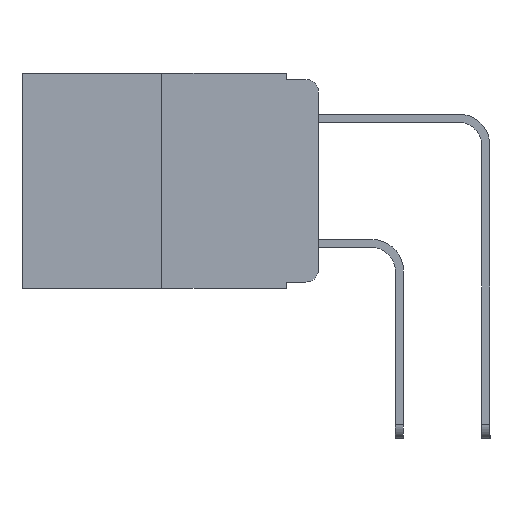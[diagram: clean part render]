
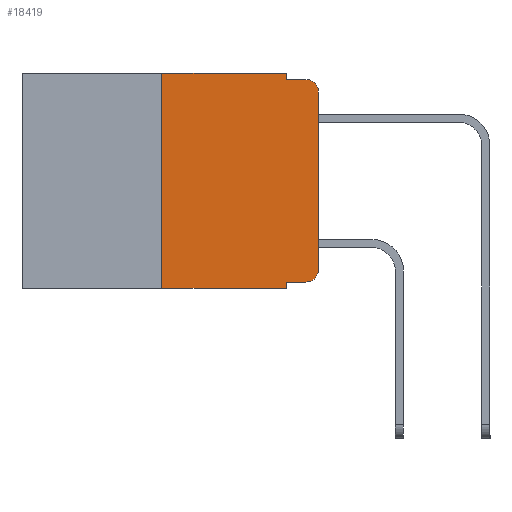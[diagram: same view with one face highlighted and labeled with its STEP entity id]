
A CAD part, left-side view. The second image highlights one B-rep face of the part: STEP entity #18419.
In plain terms, the highlighted planar face has unit normal (-1, 0, 0).
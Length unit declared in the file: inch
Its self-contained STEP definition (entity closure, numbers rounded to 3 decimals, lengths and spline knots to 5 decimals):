
#52 = DIRECTION ( 'NONE',  ( 0., 0., -1. ) ) ;
#84 = VECTOR ( 'NONE', #12874, 39.37008 ) ;
#156 = VECTOR ( 'NONE', #24834, 39.37008 ) ;
#403 = CARTESIAN_POINT ( 'NONE',  ( 0., 0., 0. ) ) ;
#1561 = ORIENTED_EDGE ( 'NONE', *, *, #22724, .T. ) ;
#1575 = AXIS2_PLACEMENT_3D ( 'NONE', #6243, #12531, #52 ) ;
#2022 = EDGE_CURVE ( 'NONE', #12849, #24134, #2150, .T. ) ;
#2150 = LINE ( 'NONE', #21703, #23383 ) ;
#2167 = CARTESIAN_POINT ( 'NONE',  ( 0., 0.02, -0.01 ) ) ;
#2550 = EDGE_CURVE ( 'NONE', #24979, #9553, #5697, .T. ) ;
#3713 = LINE ( 'NONE', #19146, #24852 ) ;
#3956 = VERTEX_POINT ( 'NONE', #2167 ) ;
#4056 = EDGE_LOOP ( 'NONE', ( #1561, #9219, #9905, #4716, #13918, #19123, #19348, #23451, #12569, #9504 ) ) ;
#4680 = EDGE_CURVE ( 'NONE', #24209, #16090, #3713, .T. ) ;
#4716 = ORIENTED_EDGE ( 'NONE', *, *, #2022, .F. ) ;
#4748 = CARTESIAN_POINT ( 'NONE',  ( 0., 0.02, -0.313 ) ) ;
#5140 = VECTOR ( 'NONE', #8406, 39.37008 ) ;
#5697 = LINE ( 'NONE', #12679, #156 ) ;
#5838 = VERTEX_POINT ( 'NONE', #19822 ) ;
#6243 = CARTESIAN_POINT ( 'NONE',  ( 0., 0.473, 0. ) ) ;
#6698 = FACE_OUTER_BOUND ( 'NONE', #4056, .T. ) ;
#6838 = DIRECTION ( 'NONE',  ( 0., 0., -1. ) ) ;
#7017 = CIRCLE ( 'NONE', #15470, 0.02 ) ;
#7384 = CARTESIAN_POINT ( 'NONE',  ( 0., 0., -0.313 ) ) ;
#7518 = EDGE_CURVE ( 'NONE', #5838, #12849, #17431, .T. ) ;
#7601 = EDGE_CURVE ( 'NONE', #24134, #3956, #14263, .T. ) ;
#8208 = CARTESIAN_POINT ( 'NONE',  ( 0., 0.25, 0. ) ) ;
#8406 = DIRECTION ( 'NONE',  ( 0., -1., 0. ) ) ;
#8929 = DIRECTION ( 'NONE',  ( 0., -1., 0. ) ) ;
#9031 = CARTESIAN_POINT ( 'NONE',  ( 0., 0.051, -0.01 ) ) ;
#9219 = ORIENTED_EDGE ( 'NONE', *, *, #18677, .T. ) ;
#9366 = VECTOR ( 'NONE', #19239, 39.37008 ) ;
#9504 = ORIENTED_EDGE ( 'NONE', *, *, #12810, .T. ) ;
#9507 = DIRECTION ( 'NONE',  ( -1., 0., 0. ) ) ;
#9553 = VERTEX_POINT ( 'NONE', #17144 ) ;
#9815 = LINE ( 'NONE', #8208, #15982 ) ;
#9898 = LINE ( 'NONE', #21324, #14772 ) ;
#9905 = ORIENTED_EDGE ( 'NONE', *, *, #7601, .F. ) ;
#10415 = PLANE ( 'NONE',  #1575 ) ;
#10836 = CARTESIAN_POINT ( 'NONE',  ( 0., 0., -0.03 ) ) ;
#11133 = LINE ( 'NONE', #403, #84 ) ;
#12244 = CARTESIAN_POINT ( 'NONE',  ( 0., 0.051, -0.333 ) ) ;
#12531 = DIRECTION ( 'NONE',  ( 1., 0., 0. ) ) ;
#12569 = ORIENTED_EDGE ( 'NONE', *, *, #2550, .T. ) ;
#12679 = CARTESIAN_POINT ( 'NONE',  ( 0., 0.051, -0.333 ) ) ;
#12810 = EDGE_CURVE ( 'NONE', #9553, #17203, #22089, .T. ) ;
#12849 = VERTEX_POINT ( 'NONE', #23334 ) ;
#12874 = DIRECTION ( 'NONE',  ( 0., 0., 1. ) ) ;
#13214 = DIRECTION ( 'NONE',  ( 0., 0., -1. ) ) ;
#13918 = ORIENTED_EDGE ( 'NONE', *, *, #7518, .F. ) ;
#14263 = LINE ( 'NONE', #9031, #9366 ) ;
#14444 = VERTEX_POINT ( 'NONE', #10836 ) ;
#14772 = VECTOR ( 'NONE', #13214, 39.37008 ) ;
#15470 = AXIS2_PLACEMENT_3D ( 'NONE', #21799, #9507, #23822 ) ;
#15670 = CARTESIAN_POINT ( 'NONE',  ( 0., 0.051, -0.343 ) ) ;
#15982 = VECTOR ( 'NONE', #24559, 39.37008 ) ;
#16048 = CARTESIAN_POINT ( 'NONE',  ( 0., 0.25, -0.343 ) ) ;
#16090 = VERTEX_POINT ( 'NONE', #15670 ) ;
#17144 = CARTESIAN_POINT ( 'NONE',  ( 0., 0.02, -0.333 ) ) ;
#17203 = VERTEX_POINT ( 'NONE', #7384 ) ;
#17431 = LINE ( 'NONE', #22749, #5140 ) ;
#18419 = ADVANCED_FACE ( 'NONE', ( #6698 ), #10415, .F. ) ;
#18677 = EDGE_CURVE ( 'NONE', #14444, #3956, #7017, .T. ) ;
#19123 = ORIENTED_EDGE ( 'NONE', *, *, #23216, .F. ) ;
#19146 = CARTESIAN_POINT ( 'NONE',  ( 0., 0.473, -0.343 ) ) ;
#19185 = EDGE_CURVE ( 'NONE', #24979, #16090, #9898, .T. ) ;
#19212 = DIRECTION ( 'NONE',  ( -1., 0., 0. ) ) ;
#19239 = DIRECTION ( 'NONE',  ( 0., -1., 0. ) ) ;
#19348 = ORIENTED_EDGE ( 'NONE', *, *, #4680, .T. ) ;
#19822 = CARTESIAN_POINT ( 'NONE',  ( 0., 0.25, 0. ) ) ;
#21324 = CARTESIAN_POINT ( 'NONE',  ( 0., 0.051, 0. ) ) ;
#21703 = CARTESIAN_POINT ( 'NONE',  ( 0., 0.051, 0. ) ) ;
#21799 = CARTESIAN_POINT ( 'NONE',  ( 0., 0.02, -0.03 ) ) ;
#22089 = CIRCLE ( 'NONE', #22506, 0.02 ) ;
#22506 = AXIS2_PLACEMENT_3D ( 'NONE', #4748, #19212, #6838 ) ;
#22724 = EDGE_CURVE ( 'NONE', #17203, #14444, #11133, .T. ) ;
#22749 = CARTESIAN_POINT ( 'NONE',  ( 0., 0.473, 0. ) ) ;
#23216 = EDGE_CURVE ( 'NONE', #24209, #5838, #9815, .T. ) ;
#23334 = CARTESIAN_POINT ( 'NONE',  ( 0., 0.051, 0. ) ) ;
#23383 = VECTOR ( 'NONE', #23736, 39.37008 ) ;
#23451 = ORIENTED_EDGE ( 'NONE', *, *, #19185, .F. ) ;
#23736 = DIRECTION ( 'NONE',  ( 0., 0., -1. ) ) ;
#23822 = DIRECTION ( 'NONE',  ( 0., 0., -1. ) ) ;
#24134 = VERTEX_POINT ( 'NONE', #25737 ) ;
#24209 = VERTEX_POINT ( 'NONE', #16048 ) ;
#24559 = DIRECTION ( 'NONE',  ( 0., 0., 1. ) ) ;
#24834 = DIRECTION ( 'NONE',  ( 0., -1., 0. ) ) ;
#24852 = VECTOR ( 'NONE', #8929, 39.37008 ) ;
#24979 = VERTEX_POINT ( 'NONE', #12244 ) ;
#25737 = CARTESIAN_POINT ( 'NONE',  ( 0., 0.051, -0.01 ) ) ;
